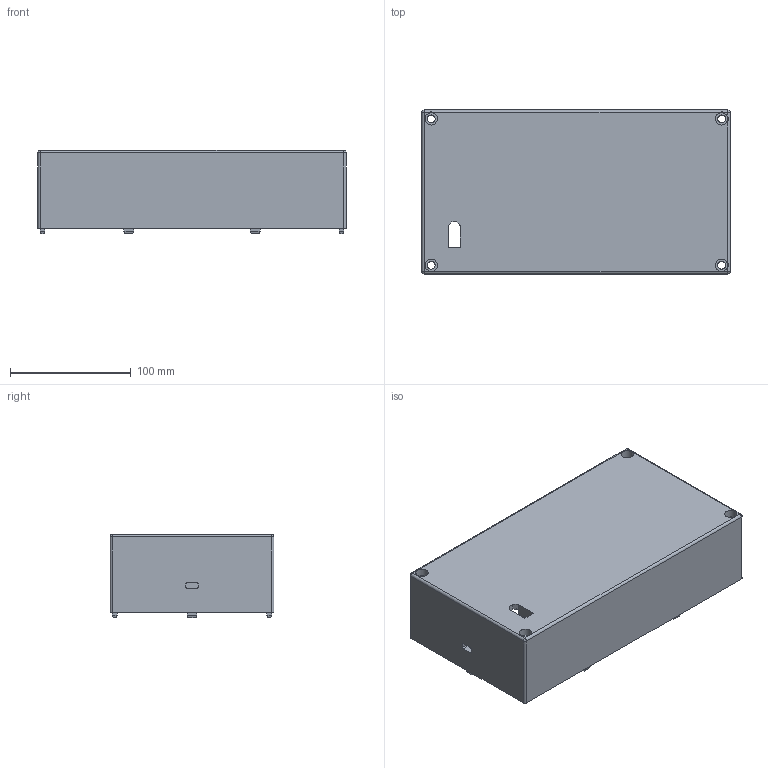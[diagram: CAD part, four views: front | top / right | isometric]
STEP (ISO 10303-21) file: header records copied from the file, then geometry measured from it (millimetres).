
FILE_DESCRIPTION(/* description */ (''),/* implementation_level */ '2;1');
FILE_NAME(/* name */ 'Top part battery.step',/* time_stamp */ '2023-05-05T00:14:36+02:00',/* author */ (''),/* organization */ (''),/* preprocessor_version */ 'ST-DEVELOPER v19.2',/* originating_system */ 'Autodesk Translation Framework v12.4.0.73',/* authorisation */ '');
FILE_SCHEMA (('AUTOMOTIVE_DESIGN { 1 0 10303 214 3 1 1 }'));
Length unit declared in the file: millimetre
Products named in the file (1): Top part battery
Bounding box: 256 x 136 x 69 mm (x, y, z)
Volume: 538045.5 mm3; surface area: 167319.5 mm2
Topology: 1 solids, 1 shells, 195 faces, 441 edges, 259 vertices
Faces by surface type: plane 93, cylinder 70, sphere 20, torus 12
Full cylindrical faces by diameter (mm): 2 x2, 6.5 x4, 10.2 x4
Entity records: 5454 total; most frequent: DIRECTION 969, CARTESIAN_POINT 966, ORIENTED_EDGE 882, EDGE_CURVE 441, AXIS2_PLACEMENT_3D 344, LINE 281, VECTOR 281, VERTEX_POINT 259
